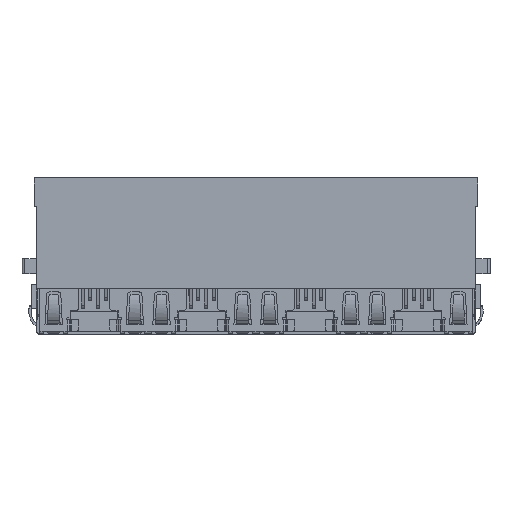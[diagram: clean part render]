
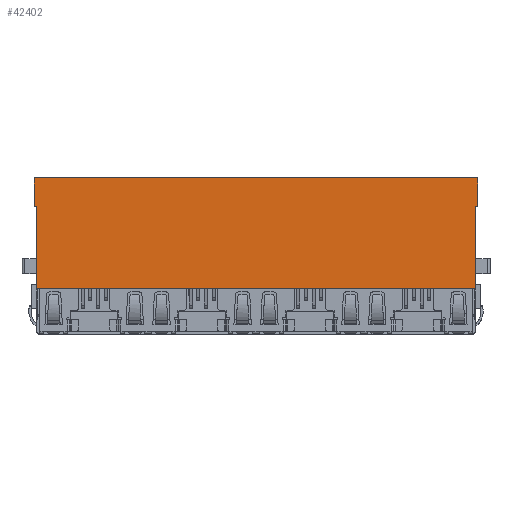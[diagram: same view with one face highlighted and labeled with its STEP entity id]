
A CAD part, top view. The second image highlights one B-rep face of the part: STEP entity #42402.
In plain terms, the highlighted planar face has unit normal (0, 0, 1).
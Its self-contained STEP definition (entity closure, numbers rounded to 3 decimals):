
#3493=FACE_OUTER_BOUND($,#5820,.T.);
#5820=EDGE_LOOP($,(#38093,#38094,#38095,#38096,#38097,#38098,#38099,#38100));
#11086=LINE($,#71168,#16384);
#11088=LINE($,#71172,#16386);
#11092=LINE($,#71180,#16390);
#11094=LINE($,#71184,#16392);
#11098=LINE($,#71192,#16396);
#11107=LINE($,#71207,#16405);
#11108=LINE($,#71210,#16406);
#11109=LINE($,#71211,#16407);
#16384=VECTOR($,#56101,3.821);
#16386=VECTOR($,#56105,58.8);
#16390=VECTOR($,#56111,3.821);
#16392=VECTOR($,#56115,0.35);
#16396=VECTOR($,#56121,0.35);
#16405=VECTOR($,#56138,10.879);
#16406=VECTOR($,#56141,58.1);
#16407=VECTOR($,#56142,10.879);
#20262=VERTEX_POINT($,#71165);
#20263=VERTEX_POINT($,#71167);
#20264=VERTEX_POINT($,#71171);
#20267=VERTEX_POINT($,#71179);
#20268=VERTEX_POINT($,#71183);
#20271=VERTEX_POINT($,#71191);
#20273=VERTEX_POINT($,#71205);
#20274=VERTEX_POINT($,#71209);
#26200=EDGE_CURVE($,#20263,#20262,#11086,.T.);
#26202=EDGE_CURVE($,#20264,#20263,#11088,.T.);
#26206=EDGE_CURVE($,#20264,#20267,#11092,.T.);
#26208=EDGE_CURVE($,#20262,#20268,#11094,.T.);
#26212=EDGE_CURVE($,#20267,#20271,#11098,.T.);
#26221=EDGE_CURVE($,#20273,#20268,#11107,.T.);
#26222=EDGE_CURVE($,#20273,#20274,#11108,.T.);
#26223=EDGE_CURVE($,#20274,#20271,#11109,.T.);
#38093=ORIENTED_EDGE($,*,*,#26208,.T.);
#38094=ORIENTED_EDGE($,*,*,#26221,.F.);
#38095=ORIENTED_EDGE($,*,*,#26222,.T.);
#38096=ORIENTED_EDGE($,*,*,#26223,.T.);
#38097=ORIENTED_EDGE($,*,*,#26212,.F.);
#38098=ORIENTED_EDGE($,*,*,#26206,.F.);
#38099=ORIENTED_EDGE($,*,*,#26202,.T.);
#38100=ORIENTED_EDGE($,*,*,#26200,.T.);
#40097=PLANE($,#45399);
#42402=ADVANCED_FACE($,(#3493),#40097,.T.);
#45399=AXIS2_PLACEMENT_3D($,#71208,#56139,#56140);
#56101=DIRECTION($,(0.,-1.,0.));
#56105=DIRECTION($,(-1.,0.,0.));
#56111=DIRECTION($,(0.,-1.,0.));
#56115=DIRECTION($,(1.,0.,0.));
#56121=DIRECTION($,(-1.,0.,0.));
#56138=DIRECTION($,(0.,1.,0.));
#56139=DIRECTION('center_axis',(0.,0.,1.));
#56140=DIRECTION('ref_axis',(1.,0.,0.));
#56141=DIRECTION($,(1.,0.,0.));
#56142=DIRECTION($,(0.,1.,0.));
#71165=CARTESIAN_POINT('',(-29.4,0.737,8.55));
#71167=CARTESIAN_POINT('',(-29.4,4.558,8.55));
#71168=CARTESIAN_POINT($,(-29.4,0.737,8.55));
#71171=CARTESIAN_POINT('',(29.4,4.558,8.55));
#71172=CARTESIAN_POINT($,(-29.4,4.558,8.55));
#71179=CARTESIAN_POINT('',(29.4,0.737,8.55));
#71180=CARTESIAN_POINT($,(29.4,0.737,8.55));
#71183=CARTESIAN_POINT('',(-29.05,0.737,8.55));
#71184=CARTESIAN_POINT($,(-29.1,0.737,8.55));
#71191=CARTESIAN_POINT('',(29.05,0.737,8.55));
#71192=CARTESIAN_POINT($,(29.1,0.737,8.55));
#71205=CARTESIAN_POINT('',(-29.05,-10.142,8.55));
#71207=CARTESIAN_POINT($,(-29.05,4.258,8.55));
#71208=CARTESIAN_POINT('Origin',(0.,4.408,
8.55));
#71209=CARTESIAN_POINT('',(29.05,-10.142,8.55));
#71210=CARTESIAN_POINT($,(29.05,-10.142,8.55));
#71211=CARTESIAN_POINT($,(29.05,4.258,8.55));
